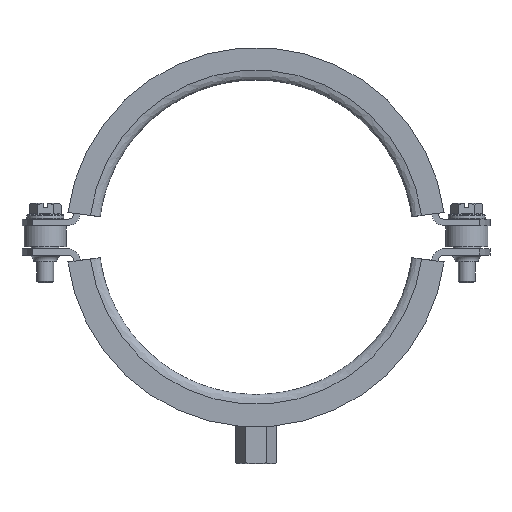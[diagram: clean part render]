
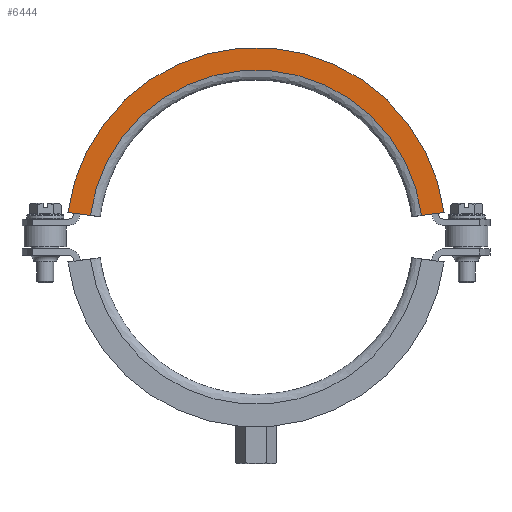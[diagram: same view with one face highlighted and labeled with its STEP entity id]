
A CAD part, left-side view. The second image highlights one B-rep face of the part: STEP entity #6444.
In plain terms, the highlighted planar face has unit normal (-1, 0, 0).
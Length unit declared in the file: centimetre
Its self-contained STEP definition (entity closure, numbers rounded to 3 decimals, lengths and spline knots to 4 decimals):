
#316=CIRCLE('',#6879,90.);
#317=CIRCLE('',#6881,79.25);
#545=PLANE('',#6880);
#872=FACE_OUTER_BOUND('',#1275,.T.);
#1275=EDGE_LOOP('',(#5776,#5777,#5778,#5779));
#1752=LINE('',#12585,#2245);
#1765=LINE('',#12691,#2258);
#2245=VECTOR('',#8105,10.);
#2258=VECTOR('',#8120,10.);
#3073=VERTEX_POINT('',#12565);
#3074=VERTEX_POINT('',#12584);
#3091=VERTEX_POINT('',#12688);
#3092=VERTEX_POINT('',#12690);
#3966=EDGE_CURVE('',#3074,#3073,#1752,.T.);
#3984=EDGE_CURVE('',#3092,#3091,#1765,.T.);
#4019=EDGE_CURVE('',#3074,#3091,#316,.T.);
#4020=EDGE_CURVE('',#3073,#3092,#317,.T.);
#5776=ORIENTED_EDGE('',*,*,#3966,.T.);
#5777=ORIENTED_EDGE('',*,*,#4020,.T.);
#5778=ORIENTED_EDGE('',*,*,#3984,.T.);
#5779=ORIENTED_EDGE('',*,*,#4019,.F.);
#6444=ADVANCED_FACE('',(#872),#545,.T.);
#6879=AXIS2_PLACEMENT_3D('',#12975,#8166,#8167);
#6880=AXIS2_PLACEMENT_3D('',#12976,#8168,#8169);
#6881=AXIS2_PLACEMENT_3D('',#12977,#8170,#8171);
#8105=DIRECTION('',(0.,-0.991,-0.131));
#8120=DIRECTION('',(0.,-0.991,0.131));
#8166=DIRECTION('center_axis',(1.,0.,0.));
#8167=DIRECTION('ref_axis',(0.,1.,0.));
#8168=DIRECTION('center_axis',(-1.,0.,0.));
#8169=DIRECTION('ref_axis',(0.,-1.,0.));
#8170=DIRECTION('center_axis',(1.,0.,0.));
#8171=DIRECTION('ref_axis',(0.,1.,0.));
#12565=CARTESIAN_POINT('',(-14.5,83.4795,117.3442));
#12584=CARTESIAN_POINT('',(-14.5,94.1375,118.7474));
#12585=CARTESIAN_POINT('',(-14.5,93.7558,118.6971));
#12688=CARTESIAN_POINT('',(-14.5,-84.3226,118.7474));
#12690=CARTESIAN_POINT('',(-14.5,-73.6645,117.3442));
#12691=CARTESIAN_POINT('',(-14.5,49.1408,101.1766));
#12975=CARTESIAN_POINT('Origin',(-14.5,4.9075,107.));
#12976=CARTESIAN_POINT('Origin',(-14.5,94.9075,107.));
#12977=CARTESIAN_POINT('Origin',(-14.5,4.9075,107.));
